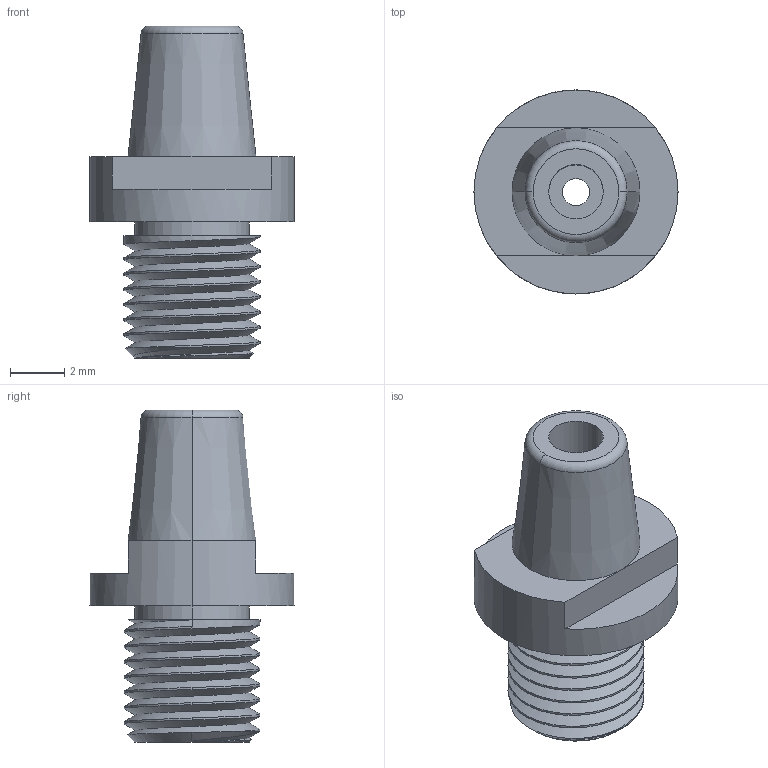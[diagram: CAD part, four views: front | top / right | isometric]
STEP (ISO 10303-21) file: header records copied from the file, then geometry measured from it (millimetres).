
FILE_DESCRIPTION (( 'STEP AP214' ), '1' );
FILE_NAME ('Nippel_REAL.STEP', '2018-10-29T18:24:37', ( '' ), ( '' ), 'SwSTEP 2.0', 'SolidWorks 2018', '' );
FILE_SCHEMA (( 'AUTOMOTIVE_DESIGN' ));
Length unit declared in the file: millimetre
Products named in the file (1): Nippel_REAL
Bounding box: 7.5 x 7.5 x 12.2 mm (x, y, z)
Volume: 206.6 mm3; surface area: 400.3 mm2
Topology: 1 solids, 1 shells, 47 faces, 122 edges, 80 vertices
Faces by surface type: cylinder 25, plane 13, cone 5, torus 2, bspline 2
Entity records: 2186 total; most frequent: CARTESIAN_POINT 1084, ORIENTED_EDGE 244, DIRECTION 208, EDGE_CURVE 122, AXIS2_PLACEMENT_3D 82, VERTEX_POINT 80, EDGE_LOOP 52, FACE_OUTER_BOUND 47
